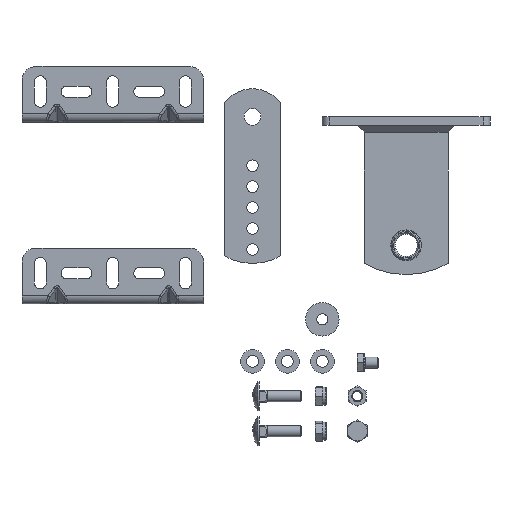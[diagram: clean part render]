
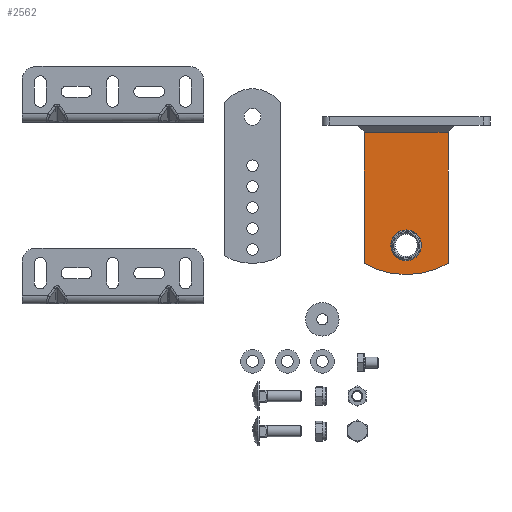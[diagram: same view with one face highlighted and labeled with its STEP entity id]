
A CAD part, front view. The second image highlights one B-rep face of the part: STEP entity #2562.
In plain terms, the highlighted face is planar.
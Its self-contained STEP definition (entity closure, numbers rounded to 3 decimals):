
#18 = VECTOR ( 'NONE', #16355, 1000. ) ;
#53 = ORIENTED_EDGE ( 'NONE', *, *, #6163, .T. ) ;
#269 = DIRECTION ( 'NONE',  ( 1., 0., 0. ) ) ;
#808 = CARTESIAN_POINT ( 'NONE',  ( -30., 4., 0. ) ) ;
#909 = FACE_BOUND ( 'NONE', #15120, .T. ) ;
#1732 = LINE ( 'NONE', #15332, #16450 ) ;
#1822 = CARTESIAN_POINT ( 'NONE',  ( -30., 4., 104.962 ) ) ;
#2469 = ORIENTED_EDGE ( 'NONE', *, *, #10583, .F. ) ;
#2562 = ADVANCED_FACE ( 'NONE', ( #909, #9117 ), #16206, .T. ) ;
#2681 = LINE ( 'NONE', #14941, #18 ) ;
#3113 = ORIENTED_EDGE ( 'NONE', *, *, #15611, .T. ) ;
#3130 = LINE ( 'NONE', #15292, #9690 ) ;
#3140 = EDGE_CURVE ( 'NONE', #9513, #17422, #2681, .T. ) ;
#4552 = ORIENTED_EDGE ( 'NONE', *, *, #15251, .F. ) ;
#4630 = CARTESIAN_POINT ( 'NONE',  ( 30., 4., 104.962 ) ) ;
#4814 = CARTESIAN_POINT ( 'NONE',  ( -11., 4., 92. ) ) ;
#5247 = CIRCLE ( 'NONE', #17155, 11. ) ;
#5278 = DIRECTION ( 'NONE',  ( 0., 1., 0. ) ) ;
#5789 = AXIS2_PLACEMENT_3D ( 'NONE', #6357, #5278, #17364 ) ;
#6042 = ORIENTED_EDGE ( 'NONE', *, *, #8811, .F. ) ;
#6163 = EDGE_CURVE ( 'NONE', #7080, #8353, #9879, .T. ) ;
#6196 = CARTESIAN_POINT ( 'NONE',  ( 0., 4., 92. ) ) ;
#6357 = CARTESIAN_POINT ( 'NONE',  ( 0., 4., 53.834 ) ) ;
#7080 = VERTEX_POINT ( 'NONE', #17153 ) ;
#7093 = DIRECTION ( 'NONE',  ( 0., -1., 0. ) ) ;
#8194 = DIRECTION ( 'NONE',  ( 0., -1., 0. ) ) ;
#8353 = VERTEX_POINT ( 'NONE', #4814 ) ;
#8373 = DIRECTION ( 'NONE',  ( -1., 0., 0. ) ) ;
#8811 = EDGE_CURVE ( 'NONE', #9539, #11299, #1732, .T. ) ;
#9117 = FACE_OUTER_BOUND ( 'NONE', #17273, .T. ) ;
#9513 = VERTEX_POINT ( 'NONE', #10004 ) ;
#9539 = VERTEX_POINT ( 'NONE', #1822 ) ;
#9690 = VECTOR ( 'NONE', #269, 1000. ) ;
#9872 = DIRECTION ( 'NONE',  ( -1., 0., 0. ) ) ;
#9879 = CIRCLE ( 'NONE', #14113, 11. ) ;
#10004 = CARTESIAN_POINT ( 'NONE',  ( 30., 4., 0. ) ) ;
#10583 = EDGE_CURVE ( 'NONE', #11299, #9513, #3130, .T. ) ;
#10984 = DIRECTION ( 'NONE',  ( -1., 0., 0. ) ) ;
#11299 = VERTEX_POINT ( 'NONE', #808 ) ;
#11319 = ORIENTED_EDGE ( 'NONE', *, *, #3140, .F. ) ;
#13533 = DIRECTION ( 'NONE',  ( 0., 0., -1. ) ) ;
#14113 = AXIS2_PLACEMENT_3D ( 'NONE', #6196, #15781, #9872 ) ;
#14860 = AXIS2_PLACEMENT_3D ( 'NONE', #15212, #8194, #8373 ) ;
#14873 = CIRCLE ( 'NONE', #14860, 60. ) ;
#14941 = CARTESIAN_POINT ( 'NONE',  ( 30., 4., 0. ) ) ;
#15120 = EDGE_LOOP ( 'NONE', ( #3113, #53 ) ) ;
#15212 = CARTESIAN_POINT ( 'NONE',  ( 0., 4., 53. ) ) ;
#15251 = EDGE_CURVE ( 'NONE', #17422, #9539, #14873, .T. ) ;
#15254 = CARTESIAN_POINT ( 'NONE',  ( 0., 4., 92. ) ) ;
#15292 = CARTESIAN_POINT ( 'NONE',  ( -30., 4., 0. ) ) ;
#15332 = CARTESIAN_POINT ( 'NONE',  ( -30., 4., 104.962 ) ) ;
#15611 = EDGE_CURVE ( 'NONE', #8353, #7080, #5247, .T. ) ;
#15781 = DIRECTION ( 'NONE',  ( 0., -1., 0. ) ) ;
#16206 = PLANE ( 'NONE',  #5789 ) ;
#16355 = DIRECTION ( 'NONE',  ( 0., 0., 1. ) ) ;
#16450 = VECTOR ( 'NONE', #13533, 1000. ) ;
#17153 = CARTESIAN_POINT ( 'NONE',  ( 11., 4., 92. ) ) ;
#17155 = AXIS2_PLACEMENT_3D ( 'NONE', #15254, #7093, #10984 ) ;
#17273 = EDGE_LOOP ( 'NONE', ( #4552, #11319, #2469, #6042 ) ) ;
#17364 = DIRECTION ( 'NONE',  ( -1., 0., 0. ) ) ;
#17422 = VERTEX_POINT ( 'NONE', #4630 ) ;
